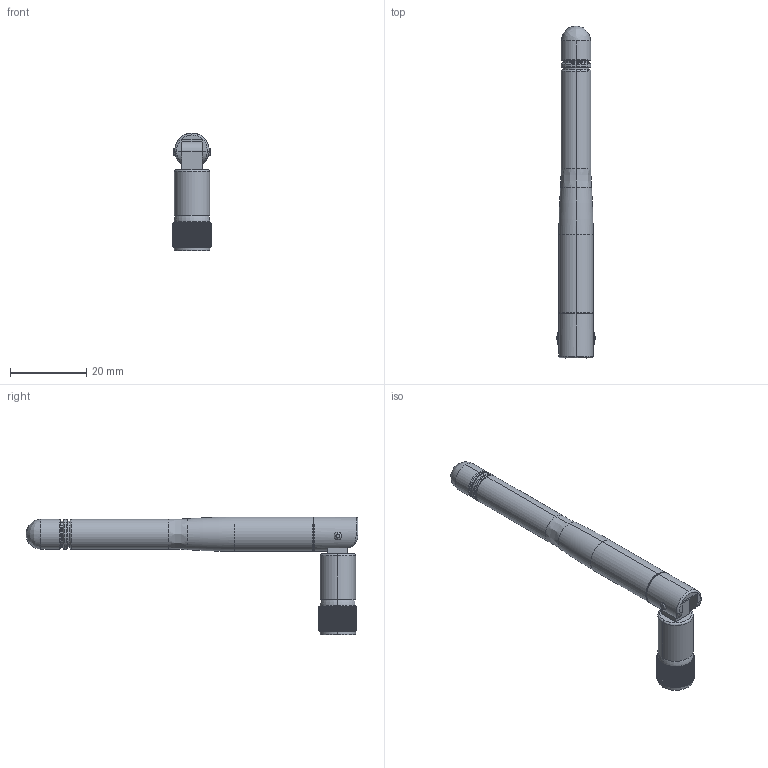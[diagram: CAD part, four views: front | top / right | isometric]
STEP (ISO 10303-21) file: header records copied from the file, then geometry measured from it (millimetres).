
FILE_DESCRIPTION (( 'STEP AP214' ), '1' );
FILE_NAME ('User Library-SMA Antenna.STEP', '2018-11-07T19:10:58', ( '' ), ( '' ), 'SwSTEP 2.0', 'SolidWorks 2018', '' );
FILE_SCHEMA (( 'AUTOMOTIVE_DESIGN' ));
Length unit declared in the file: millimetre
Products named in the file (1): User Library-SMA Antenna
Bounding box: 10 x 87 x 30.9 mm (x, y, z)
Volume: 5943.4 mm3; surface area: 3773.8 mm2
Topology: 1 solids, 1 shells, 487 faces, 1071 edges, 597 vertices
Faces by surface type: bspline 188, plane 173, cylinder 116, torus 8, cone 2
Entity records: 22551 total; most frequent: CARTESIAN_POINT 7751, ORIENTED_EDGE 2134, DIRECTION 1740, EDGE_CURVE 1067, AXIS2_PLACEMENT_3D 726, VERTEX_POINT 597, EDGE_LOOP 504, UNCERTAINTY_MEASURE_WITH_UNIT 490
